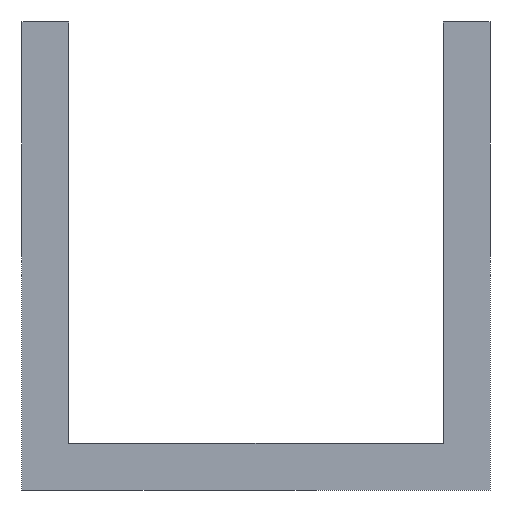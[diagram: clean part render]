
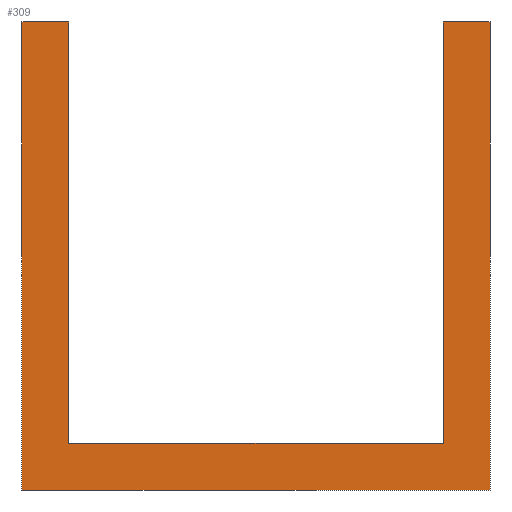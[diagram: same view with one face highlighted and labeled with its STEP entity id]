
A CAD part, front view. The second image highlights one B-rep face of the part: STEP entity #309.
In plain terms, the highlighted planar face has unit normal (0, -1, 0).
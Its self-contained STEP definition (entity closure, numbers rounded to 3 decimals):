
#38=PLANE('',#370);
#53=FACE_OUTER_BOUND('',#78,.T.);
#78=EDGE_LOOP('',(#282,#283,#284,#285,#286,#287,#288,#289));
#84=LINE('',#492,#113);
#88=LINE('',#500,#117);
#91=LINE('',#506,#120);
#94=LINE('',#512,#123);
#97=LINE('',#518,#126);
#100=LINE('',#524,#129);
#103=LINE('',#530,#132);
#106=LINE('',#535,#135);
#113=VECTOR('',#413,10.);
#117=VECTOR('',#419,10.);
#120=VECTOR('',#424,10.);
#123=VECTOR('',#429,10.);
#126=VECTOR('',#434,10.);
#129=VECTOR('',#439,10.);
#132=VECTOR('',#444,10.);
#135=VECTOR('',#449,10.);
#157=VERTEX_POINT('',#490);
#158=VERTEX_POINT('',#491);
#161=VERTEX_POINT('',#499);
#163=VERTEX_POINT('',#505);
#165=VERTEX_POINT('',#511);
#167=VERTEX_POINT('',#517);
#169=VERTEX_POINT('',#523);
#171=VERTEX_POINT('',#529);
#188=EDGE_CURVE('',#157,#158,#84,.T.);
#192=EDGE_CURVE('',#161,#157,#88,.T.);
#195=EDGE_CURVE('',#163,#161,#91,.T.);
#198=EDGE_CURVE('',#165,#163,#94,.T.);
#201=EDGE_CURVE('',#167,#165,#97,.T.);
#204=EDGE_CURVE('',#169,#167,#100,.T.);
#207=EDGE_CURVE('',#171,#169,#103,.T.);
#210=EDGE_CURVE('',#158,#171,#106,.T.);
#282=ORIENTED_EDGE('',*,*,#210,.F.);
#283=ORIENTED_EDGE('',*,*,#188,.F.);
#284=ORIENTED_EDGE('',*,*,#192,.F.);
#285=ORIENTED_EDGE('',*,*,#195,.F.);
#286=ORIENTED_EDGE('',*,*,#198,.F.);
#287=ORIENTED_EDGE('',*,*,#201,.F.);
#288=ORIENTED_EDGE('',*,*,#204,.F.);
#289=ORIENTED_EDGE('',*,*,#207,.F.);
#309=ADVANCED_FACE('',(#53),#38,.F.);
#370=AXIS2_PLACEMENT_3D('',#538,#453,#454);
#413=DIRECTION('',(1.,0.,0.));
#419=DIRECTION('',(0.,0.,1.));
#424=DIRECTION('',(1.,0.,0.));
#429=DIRECTION('',(0.,0.,-1.));
#434=DIRECTION('',(1.,0.,0.));
#439=DIRECTION('',(0.,0.,1.));
#444=DIRECTION('',(-1.,0.,0.));
#449=DIRECTION('',(0.,0.,-1.));
#453=DIRECTION('center_axis',(0.,1.,0.));
#454=DIRECTION('ref_axis',(0.,0.,1.));
#490=CARTESIAN_POINT('',(8.,0.,20.));
#491=CARTESIAN_POINT('',(10.,0.,20.));
#492=CARTESIAN_POINT('',(8.,0.,20.));
#499=CARTESIAN_POINT('',(8.,0.,2.));
#500=CARTESIAN_POINT('',(8.,0.,2.));
#505=CARTESIAN_POINT('',(-8.,0.,2.));
#506=CARTESIAN_POINT('',(-8.,0.,2.));
#511=CARTESIAN_POINT('',(-8.,0.,20.));
#512=CARTESIAN_POINT('',(-8.,0.,20.));
#517=CARTESIAN_POINT('',(-10.,0.,20.));
#518=CARTESIAN_POINT('',(-10.,0.,20.));
#523=CARTESIAN_POINT('',(-10.,0.,0.));
#524=CARTESIAN_POINT('',(-10.,0.,0.));
#529=CARTESIAN_POINT('',(10.,0.,0.));
#530=CARTESIAN_POINT('',(10.,0.,0.));
#535=CARTESIAN_POINT('',(10.,0.,20.));
#538=CARTESIAN_POINT('Origin',(0.,0.,7.828));
